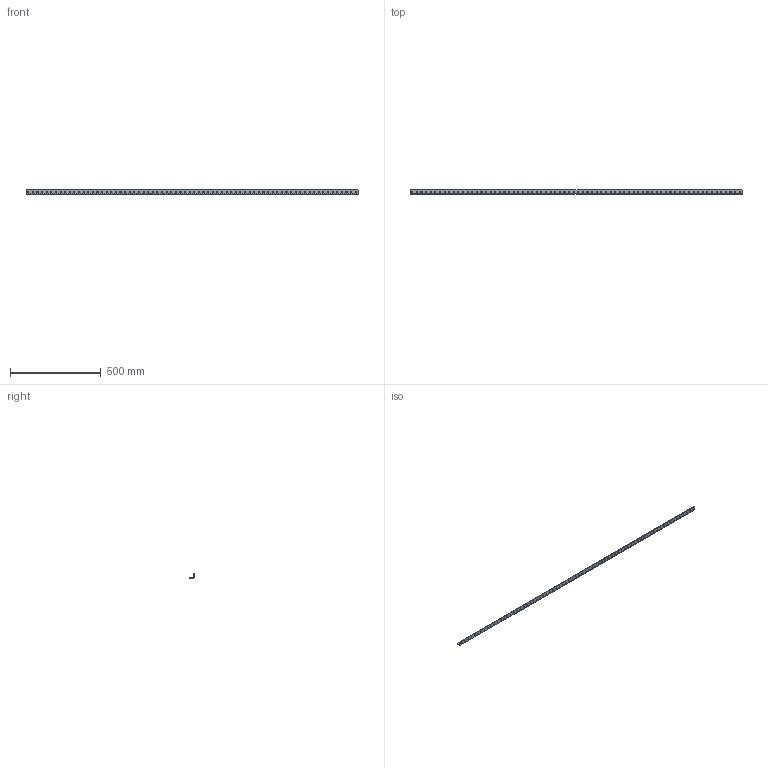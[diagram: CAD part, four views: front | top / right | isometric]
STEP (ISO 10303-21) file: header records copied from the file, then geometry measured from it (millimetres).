
FILE_DESCRIPTION (( 'STEP AP203' ), '1' );
FILE_NAME ('217-0425.STEP', '2012-12-20T14:45:47', ( '' ), ( '' ), 'SwSTEP 2.0', 'SolidWorks 2012', '' );
FILE_SCHEMA (( 'CONFIG_CONTROL_DESIGN' ));
Length unit declared in the file: inch
Products named in the file (1): 217-0425
Bounding box: 1828.8 x 25.4 x 25.4 mm (x, y, z)
Volume: 253875 mm3; surface area: 180998 mm2
Topology: 1 solids, 1 shells, 306 faces, 904 edges, 600 vertices
Faces by surface type: cylinder 290, plane 16
Entity records: 11219 total; most frequent: DIRECTION 2098, CARTESIAN_POINT 1811, ORIENTED_EDGE 1808, EDGE_CURVE 904, AXIS2_PLACEMENT_3D 887, VERTEX_POINT 600, EDGE_LOOP 594, CIRCLE 580
